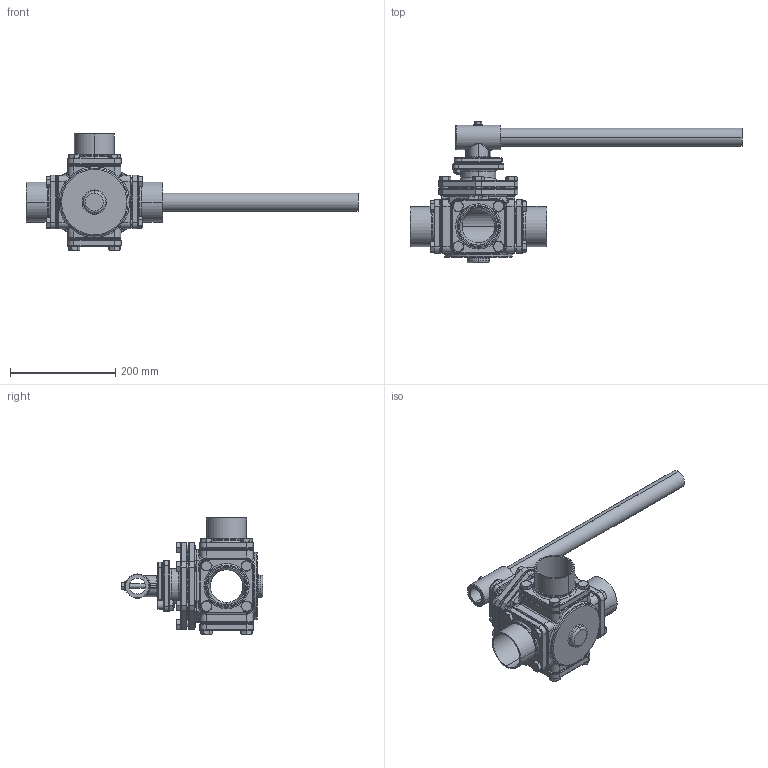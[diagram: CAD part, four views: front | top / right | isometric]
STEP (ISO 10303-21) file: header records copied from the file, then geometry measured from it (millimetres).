
FILE_DESCRIPTION (( 'STEP AP214' ), '1' );
FILE_NAME ('505T-065-3Way.STEP', '2017-10-02T08:52:16', ( '' ), ( '' ), 'SwSTEP 2.0', 'SolidWorks 2012', '' );
FILE_SCHEMA (( 'AUTOMOTIVE_DESIGN' ));
Length unit declared in the file: millimetre
Products named in the file (1): 505T-065-3Way
Bounding box: 629.5 x 269 x 220.7 mm (x, y, z)
Volume: 2894954.3 mm3; surface area: 428108.9 mm2
Topology: 1 solids, 2 shells, 1121 faces, 2657 edges, 1581 vertices
Faces by surface type: cylinder 357, plane 311, cone 274, torus 122, bspline 50, sphere 7
Entity records: 37029 total; most frequent: CARTESIAN_POINT 12208, ORIENTED_EDGE 5276, DIRECTION 5100, EDGE_CURVE 2638, AXIS2_PLACEMENT_3D 2101, VERTEX_POINT 1577, EDGE_LOOP 1235, FACE_OUTER_BOUND 1119
